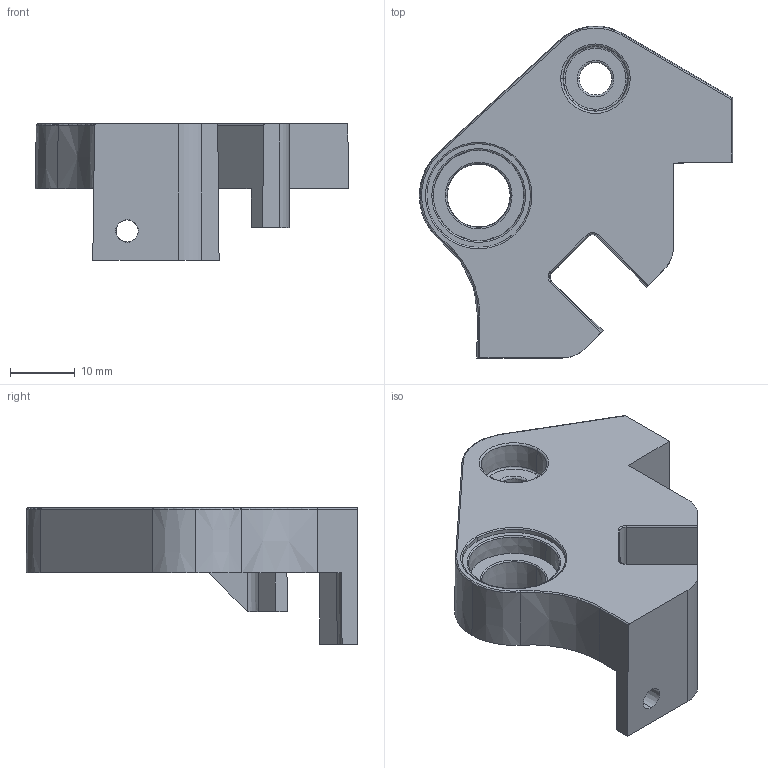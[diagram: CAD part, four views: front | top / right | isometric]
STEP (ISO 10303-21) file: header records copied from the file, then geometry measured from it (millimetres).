
FILE_DESCRIPTION (( 'STEP AP214' ), '1' );
FILE_NAME ('Z轴右前固定块-B版本.STEP', '2025-12-01T08:12:39', ( 'Windows 用户' ), ( '' ), 'SwSTEP 2.0', 'SolidWorks 2016', '' );
FILE_SCHEMA (( 'AUTOMOTIVE_DESIGN' ));
Length unit declared in the file: millimetre
Products named in the file (1): Z粣衵ヶ嘐隅輸-B唳掛
Bounding box: 48.28 x 51.14 x 21 mm (x, y, z)
Volume: 8887 mm3; surface area: 8638.6 mm2
Topology: 2 solids, 2 shells, 421 faces, 1175 edges, 775 vertices
Faces by surface type: cylinder 232, plane 94, cone 78, torus 13, bspline 4
Entity records: 14180 total; most frequent: CARTESIAN_POINT 2770, DIRECTION 2607, ORIENTED_EDGE 2350, EDGE_CURVE 1175, AXIS2_PLACEMENT_3D 1052, VERTEX_POINT 775, CIRCLE 634, VECTOR 503
